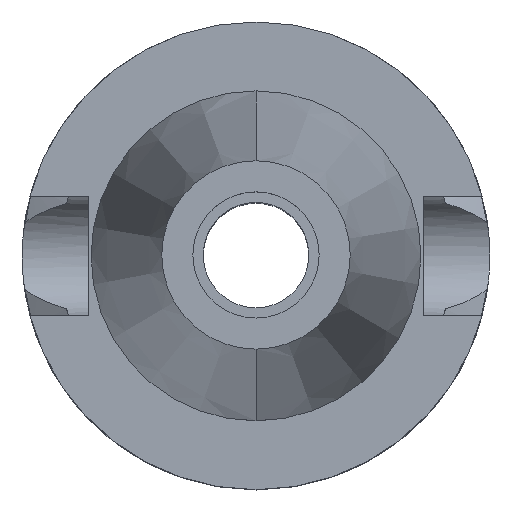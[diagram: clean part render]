
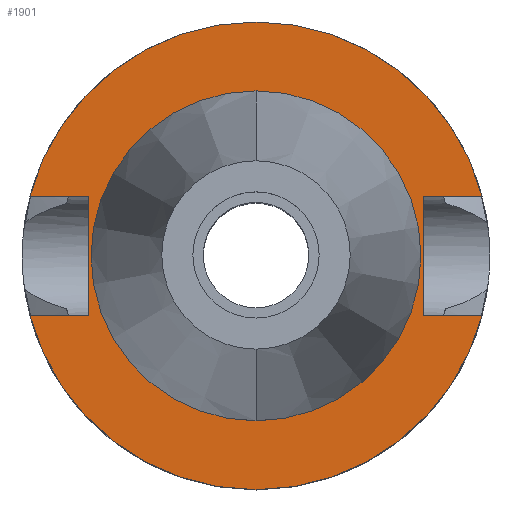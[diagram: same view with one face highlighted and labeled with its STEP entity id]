
A CAD part, top view. The second image highlights one B-rep face of the part: STEP entity #1901.
In plain terms, the highlighted planar face has unit normal (0, 0, 1).
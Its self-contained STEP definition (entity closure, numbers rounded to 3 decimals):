
#764=DIRECTION('',(1.,0.,0.));
#765=VECTOR('',#764,7.954);
#766=CARTESIAN_POINT('',(22.5,8.05,-1.));
#767=LINE('',#766,#765);
#811=DIRECTION('',(0.,1.,0.));
#812=VECTOR('',#811,16.1);
#813=CARTESIAN_POINT('',(-22.5,-8.05,-1.));
#814=LINE('',#813,#812);
#818=DIRECTION('',(-1.,0.,0.));
#819=VECTOR('',#818,7.954);
#820=CARTESIAN_POINT('',(-22.5,8.05,-1.));
#821=LINE('',#820,#819);
#825=CARTESIAN_POINT('',(0.,0.,-1.));
#826=DIRECTION('',(0.,0.,-1.));
#827=DIRECTION('',(-0.967,0.256,0.));
#828=AXIS2_PLACEMENT_3D('',#825,#826,#827);
#833=CARTESIAN_POINT('',(0.,0.,-1.));
#834=DIRECTION('',(0.,0.,-1.));
#835=DIRECTION('',(0.,1.,0.));
#836=AXIS2_PLACEMENT_3D('',#833,#834,#835);
#841=DIRECTION('',(0.,-1.,0.));
#842=VECTOR('',#841,16.1);
#843=CARTESIAN_POINT('',(22.5,8.05,-1.));
#844=LINE('',#843,#842);
#848=DIRECTION('',(1.,0.,0.));
#849=VECTOR('',#848,7.954);
#850=CARTESIAN_POINT('',(22.5,-8.05,-1.));
#851=LINE('',#850,#849);
#855=CARTESIAN_POINT('',(0.,0.,-1.));
#856=DIRECTION('',(0.,0.,-1.));
#857=DIRECTION('',(0.967,-0.256,0.));
#858=AXIS2_PLACEMENT_3D('',#855,#856,#857);
#863=CARTESIAN_POINT('',(0.,0.,-1.));
#864=DIRECTION('',(0.,0.,-1.));
#865=DIRECTION('',(0.,-1.,0.));
#866=AXIS2_PLACEMENT_3D('',#863,#864,#865);
#871=CARTESIAN_POINT('',(0.,0.,-1.));
#872=DIRECTION('',(0.,0.,1.));
#873=DIRECTION('',(0.,-1.,0.));
#874=AXIS2_PLACEMENT_3D('',#871,#872,#873);
#879=CARTESIAN_POINT('',(0.,0.,-1.));
#880=DIRECTION('',(0.,0.,1.));
#881=DIRECTION('',(0.,1.,0.));
#882=AXIS2_PLACEMENT_3D('',#879,#880,#881);
#917=DIRECTION('',(-1.,0.,0.));
#918=VECTOR('',#917,7.954);
#919=CARTESIAN_POINT('',(-22.5,-8.05,-1.));
#920=LINE('',#919,#918);
#1179=CARTESIAN_POINT('',(-22.5,-8.05,-1.));
#1180=VERTEX_POINT('',#1179);
#1181=CARTESIAN_POINT('',(-30.454,-8.05,-1.));
#1182=VERTEX_POINT('',#1181);
#1185=CARTESIAN_POINT('',(-22.5,8.05,-1.));
#1186=VERTEX_POINT('',#1185);
#1187=CARTESIAN_POINT('',(-30.454,8.05,-1.));
#1188=VERTEX_POINT('',#1187);
#1189=CARTESIAN_POINT('',(0.,31.5,-1.));
#1190=CARTESIAN_POINT('',(30.454,8.05,-1.));
#1191=VERTEX_POINT('',#1189);
#1192=VERTEX_POINT('',#1190);
#1193=CARTESIAN_POINT('',(22.5,8.05,-1.));
#1194=VERTEX_POINT('',#1193);
#1195=CARTESIAN_POINT('',(22.5,-8.05,-1.));
#1196=VERTEX_POINT('',#1195);
#1197=CARTESIAN_POINT('',(30.454,-8.05,-1.));
#1198=VERTEX_POINT('',#1197);
#1199=CARTESIAN_POINT('',(0.,-31.5,-1.));
#1200=VERTEX_POINT('',#1199);
#1201=CARTESIAN_POINT('',(0.,-22.225,-1.));
#1202=CARTESIAN_POINT('',(0.,22.225,-1.));
#1203=VERTEX_POINT('',#1201);
#1204=VERTEX_POINT('',#1202);
#1871=CARTESIAN_POINT('',(0.,0.,-1.));
#1872=DIRECTION('',(0.,0.,-1.));
#1873=DIRECTION('',(0.,-1.,0.));
#1874=AXIS2_PLACEMENT_3D('',#1871,#1872,#1873);
#1875=PLANE('',#1874);
#1877=ORIENTED_EDGE('',*,*,#1876,.T.);
#1878=ORIENTED_EDGE('',*,*,#1814,.T.);
#1880=ORIENTED_EDGE('',*,*,#1879,.T.);
#1882=ORIENTED_EDGE('',*,*,#1881,.T.);
#1883=ORIENTED_EDGE('',*,*,#1848,.F.);
#1884=ORIENTED_EDGE('',*,*,#1861,.T.);
#1886=ORIENTED_EDGE('',*,*,#1885,.T.);
#1888=ORIENTED_EDGE('',*,*,#1887,.T.);
#1890=ORIENTED_EDGE('',*,*,#1889,.T.);
#1892=ORIENTED_EDGE('',*,*,#1891,.F.);
#1893=EDGE_LOOP('',(#1877,#1878,#1880,#1882,#1883,#1884,#1886,#1888,#1890,
#1892));
#1894=FACE_OUTER_BOUND('',#1893,.F.);
#1896=ORIENTED_EDGE('',*,*,#1895,.T.);
#1898=ORIENTED_EDGE('',*,*,#1897,.T.);
#1899=EDGE_LOOP('',(#1896,#1898));
#1900=FACE_BOUND('',#1899,.F.);
#829=CIRCLE('',#828,31.5);
#837=CIRCLE('',#836,31.5);
#859=CIRCLE('',#858,31.5);
#867=CIRCLE('',#866,31.5);
#875=CIRCLE('',#874,22.225);
#883=CIRCLE('',#882,22.225);
#1814=EDGE_CURVE('',#1186,#1188,#821,.T.);
#1848=EDGE_CURVE('',#1194,#1192,#767,.T.);
#1861=EDGE_CURVE('',#1194,#1196,#844,.T.);
#1876=EDGE_CURVE('',#1180,#1186,#814,.T.);
#1879=EDGE_CURVE('',#1188,#1191,#829,.T.);
#1881=EDGE_CURVE('',#1191,#1192,#837,.T.);
#1885=EDGE_CURVE('',#1196,#1198,#851,.T.);
#1887=EDGE_CURVE('',#1198,#1200,#859,.T.);
#1889=EDGE_CURVE('',#1200,#1182,#867,.T.);
#1891=EDGE_CURVE('',#1180,#1182,#920,.T.);
#1895=EDGE_CURVE('',#1203,#1204,#875,.T.);
#1897=EDGE_CURVE('',#1204,#1203,#883,.T.);
#1901=ADVANCED_FACE('',(#1894,#1900),#1875,.F.);
